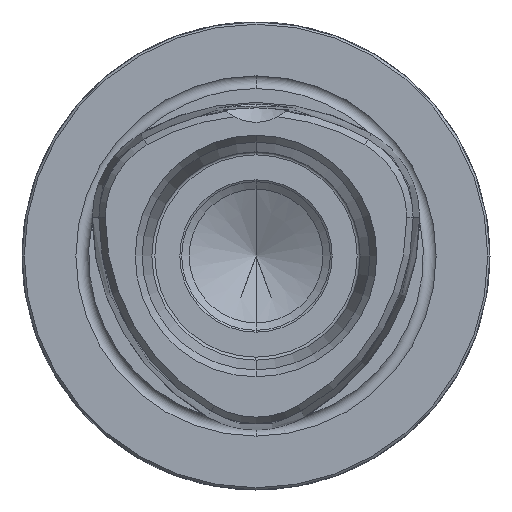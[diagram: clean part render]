
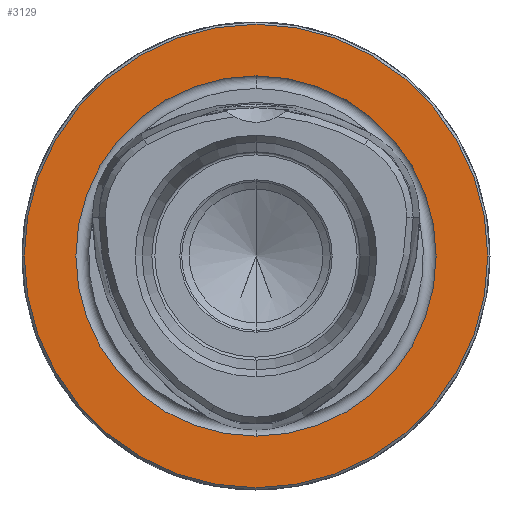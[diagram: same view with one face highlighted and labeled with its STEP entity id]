
A CAD part, front view. The second image highlights one B-rep face of the part: STEP entity #3129.
In plain terms, the highlighted planar face has unit normal (0, -1, 0).
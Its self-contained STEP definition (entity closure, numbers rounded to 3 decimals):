
#1177=CARTESIAN_POINT('',(0.,0.,
0.));
#1178=DIRECTION('',(0.,-1.,0.));
#1179=DIRECTION('',(1.,0.,0.));
#1180=AXIS2_PLACEMENT_3D('',#1177,#1178,#1179);
#1182=CARTESIAN_POINT('',(0.,0.,
0.));
#1183=DIRECTION('',(0.,-1.,0.));
#1184=DIRECTION('',(-1.,0.,0.));
#1185=AXIS2_PLACEMENT_3D('',#1182,#1183,#1184);
#1187=CARTESIAN_POINT('',(0.,0.,0.));
#1188=DIRECTION('',(0.,-1.,0.));
#1189=DIRECTION('',(0.,0.,-1.));
#1190=AXIS2_PLACEMENT_3D('',#1187,#1188,#1189);
#1192=CARTESIAN_POINT('',(0.,0.,0.));
#1193=DIRECTION('',(0.,-1.,0.));
#1194=DIRECTION('',(0.,0.,1.));
#1195=AXIS2_PLACEMENT_3D('',#1192,#1193,#1194);
#1810=CARTESIAN_POINT('',(31.2,0.,
0.));
#1811=CARTESIAN_POINT('',(-31.2,0.,0.));
#1812=VERTEX_POINT('',#1810);
#1813=VERTEX_POINT('',#1811);
#1818=CARTESIAN_POINT('',(0.,0.,-24.25));
#1819=CARTESIAN_POINT('',(0.,0.,24.25));
#1820=VERTEX_POINT('',#1818);
#1821=VERTEX_POINT('',#1819);
#3114=CARTESIAN_POINT('',(0.,0.,0.));
#3115=DIRECTION('',(0.,-1.,0.));
#3116=DIRECTION('',(-1.,0.,0.));
#3117=AXIS2_PLACEMENT_3D('',#3114,#3115,#3116);
#3118=PLANE('',#3117);
#3120=ORIENTED_EDGE('',*,*,#3119,.F.);
#3122=ORIENTED_EDGE('',*,*,#3121,.F.);
#3123=EDGE_LOOP('',(#3120,#3122));
#3124=FACE_OUTER_BOUND('',#3123,.F.);
#3125=ORIENTED_EDGE('',*,*,#2277,.T.);
#3126=ORIENTED_EDGE('',*,*,#2142,.T.);
#3127=EDGE_LOOP('',(#3125,#3126));
#3128=FACE_BOUND('',#3127,.F.);
#3129=ADVANCED_FACE('',(#3124,#3128),#3118,.T.);
#1181=CIRCLE('',#1180,31.2);
#1186=CIRCLE('',#1185,31.2);
#1191=CIRCLE('',#1190,24.25);
#1196=CIRCLE('',#1195,24.25);
#2142=EDGE_CURVE('',#1821,#1820,#1196,.T.);
#2277=EDGE_CURVE('',#1820,#1821,#1191,.T.);
#3119=EDGE_CURVE('',#1812,#1813,#1181,.T.);
#3121=EDGE_CURVE('',#1813,#1812,#1186,.T.);
